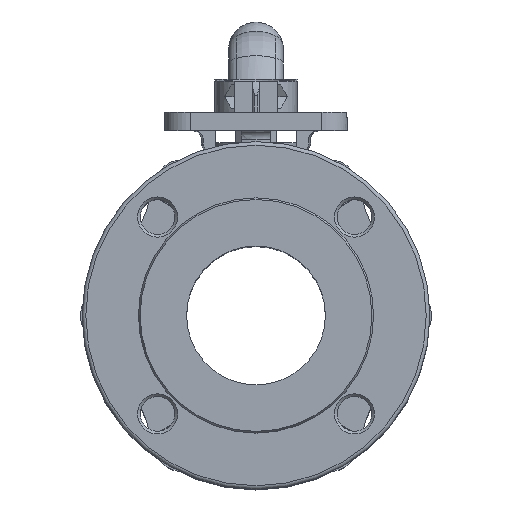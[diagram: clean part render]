
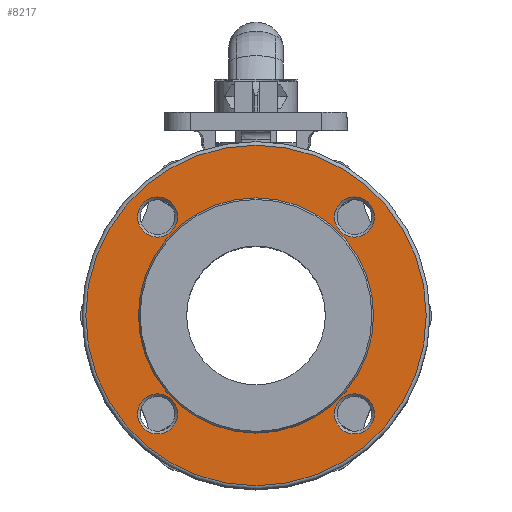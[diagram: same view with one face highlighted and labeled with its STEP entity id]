
A CAD part, top view. The second image highlights one B-rep face of the part: STEP entity #8217.
In plain terms, the highlighted face is planar.
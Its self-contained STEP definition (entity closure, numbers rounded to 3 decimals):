
#1208=PLANE('',#9027);
#2677=ORIENTED_EDGE('',*,*,#4680,.F.);
#2678=ORIENTED_EDGE('',*,*,#4683,.F.);
#2679=ORIENTED_EDGE('',*,*,#4684,.F.);
#2680=ORIENTED_EDGE('',*,*,#4685,.F.);
#2681=ORIENTED_EDGE('',*,*,#4686,.F.);
#2682=ORIENTED_EDGE('',*,*,#4682,.T.);
#4680=EDGE_CURVE('',#5758,#5758,#6439,.T.);
#4682=EDGE_CURVE('',#5760,#5760,#6441,.T.);
#4683=EDGE_CURVE('',#5761,#5761,#6442,.T.);
#4684=EDGE_CURVE('',#5762,#5762,#6443,.T.);
#4685=EDGE_CURVE('',#5763,#5763,#6444,.T.);
#4686=EDGE_CURVE('',#5764,#5764,#6445,.T.);
#5758=VERTEX_POINT('',#13515);
#5760=VERTEX_POINT('',#13520);
#5761=VERTEX_POINT('',#13523);
#5762=VERTEX_POINT('',#13525);
#5763=VERTEX_POINT('',#13527);
#5764=VERTEX_POINT('',#13529);
#6439=CIRCLE('',#9023,64.424);
#6441=CIRCLE('',#9026,93.25);
#6442=CIRCLE('',#9028,11.);
#6443=CIRCLE('',#9029,11.);
#6444=CIRCLE('',#9030,11.);
#6445=CIRCLE('',#9031,11.);
#6847=EDGE_LOOP('',(#2677));
#6848=EDGE_LOOP('',(#2678));
#6849=EDGE_LOOP('',(#2679));
#6850=EDGE_LOOP('',(#2680));
#6851=EDGE_LOOP('',(#2681));
#6852=EDGE_LOOP('',(#2682));
#7494=FACE_BOUND('',#6847,.T.);
#7495=FACE_BOUND('',#6848,.T.);
#7496=FACE_BOUND('',#6849,.T.);
#7497=FACE_BOUND('',#6850,.T.);
#7498=FACE_BOUND('',#6851,.T.);
#7499=FACE_BOUND('',#6852,.T.);
#8217=ADVANCED_FACE('',(#7494,#7495,#7496,#7497,#7498,#7499),#1208,.F.);
#9023=AXIS2_PLACEMENT_3D('',#13514,#10653,#10654);
#9026=AXIS2_PLACEMENT_3D('',#13519,#10659,#10660);
#9027=AXIS2_PLACEMENT_3D('',#13521,#10661,#10662);
#9028=AXIS2_PLACEMENT_3D('',#13522,#10663,#10664);
#9029=AXIS2_PLACEMENT_3D('',#13524,#10665,#10666);
#9030=AXIS2_PLACEMENT_3D('',#13526,#10667,#10668);
#9031=AXIS2_PLACEMENT_3D('',#13528,#10669,#10670);
#10653=DIRECTION('',(0.,0.,-1.));
#10654=DIRECTION('',(-1.,0.,0.));
#10659=DIRECTION('',(0.,0.,-1.));
#10660=DIRECTION('',(-1.,0.,0.));
#10661=DIRECTION('',(0.,0.,1.));
#10662=DIRECTION('',(1.,0.,0.));
#10663=DIRECTION('',(0.,0.,-1.));
#10664=DIRECTION('',(-1.,0.,0.));
#10665=DIRECTION('',(0.,0.,-1.));
#10666=DIRECTION('',(-1.,0.,0.));
#10667=DIRECTION('',(0.,0.,-1.));
#10668=DIRECTION('',(-1.,0.,0.));
#10669=DIRECTION('',(0.,0.,-1.));
#10670=DIRECTION('',(-1.,0.,0.));
#13514=CARTESIAN_POINT('',(0.,0.,-108.9));
#13515=CARTESIAN_POINT('',(-64.424,0.,-108.9));
#13519=CARTESIAN_POINT('',(0.,0.,-108.9));
#13520=CARTESIAN_POINT('',(-93.25,0.,-108.9));
#13521=CARTESIAN_POINT('',(0.,95.25,-108.9));
#13522=CARTESIAN_POINT('',(-53.917,-53.917,-108.9));
#13523=CARTESIAN_POINT('',(-64.917,-53.917,-108.9));
#13524=CARTESIAN_POINT('',(53.917,-53.917,-108.9));
#13525=CARTESIAN_POINT('',(42.917,-53.917,-108.9));
#13526=CARTESIAN_POINT('',(53.917,53.917,-108.9));
#13527=CARTESIAN_POINT('',(42.917,53.917,-108.9));
#13528=CARTESIAN_POINT('',(-53.917,53.917,-108.9));
#13529=CARTESIAN_POINT('',(-64.917,53.917,-108.9));
